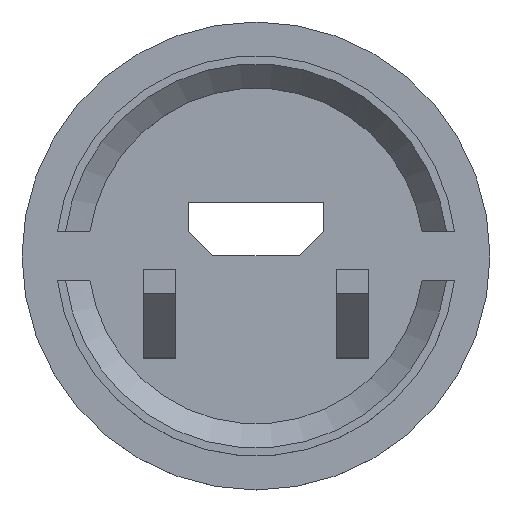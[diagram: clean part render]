
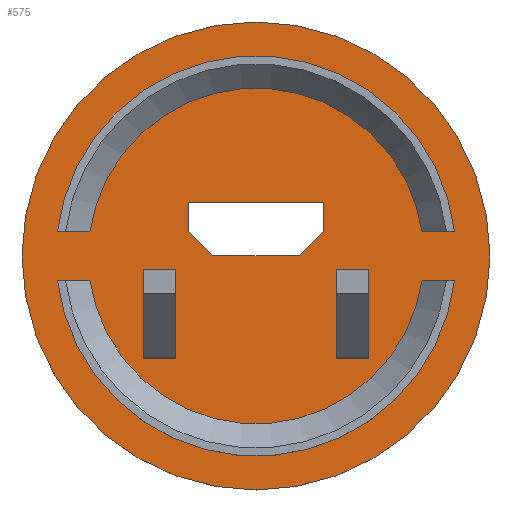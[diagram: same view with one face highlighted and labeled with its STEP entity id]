
A CAD part, top view. The second image highlights one B-rep face of the part: STEP entity #575.
In plain terms, the highlighted planar face has unit normal (0, 0, 1).
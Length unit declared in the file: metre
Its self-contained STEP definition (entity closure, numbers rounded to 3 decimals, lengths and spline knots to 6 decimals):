
#24=CIRCLE('',#623,0.0145);
#25=CIRCLE('',#624,0.0104);
#26=CIRCLE('',#625,0.0124);
#27=CIRCLE('',#626,0.0124);
#28=CIRCLE('',#627,0.0104);
#46=ORIENTED_EDGE('',*,*,#207,.F.);
#47=ORIENTED_EDGE('',*,*,#208,.F.);
#48=ORIENTED_EDGE('',*,*,#209,.F.);
#49=ORIENTED_EDGE('',*,*,#210,.F.);
#50=ORIENTED_EDGE('',*,*,#211,.T.);
#51=ORIENTED_EDGE('',*,*,#212,.T.);
#52=ORIENTED_EDGE('',*,*,#213,.F.);
#53=ORIENTED_EDGE('',*,*,#214,.F.);
#54=ORIENTED_EDGE('',*,*,#215,.F.);
#55=ORIENTED_EDGE('',*,*,#216,.T.);
#56=ORIENTED_EDGE('',*,*,#217,.F.);
#57=ORIENTED_EDGE('',*,*,#218,.T.);
#58=ORIENTED_EDGE('',*,*,#219,.T.);
#59=ORIENTED_EDGE('',*,*,#220,.F.);
#60=ORIENTED_EDGE('',*,*,#221,.T.);
#61=ORIENTED_EDGE('',*,*,#222,.F.);
#62=ORIENTED_EDGE('',*,*,#223,.T.);
#63=ORIENTED_EDGE('',*,*,#224,.T.);
#64=ORIENTED_EDGE('',*,*,#225,.F.);
#65=ORIENTED_EDGE('',*,*,#226,.F.);
#66=ORIENTED_EDGE('',*,*,#227,.T.);
#67=ORIENTED_EDGE('',*,*,#206,.T.);
#68=ORIENTED_EDGE('',*,*,#202,.F.);
#202=EDGE_CURVE('',#283,#284,#338,.T.);
#206=EDGE_CURVE('',#286,#284,#342,.T.);
#207=EDGE_CURVE('',#287,#287,#24,.T.);
#208=EDGE_CURVE('',#288,#289,#343,.T.);
#209=EDGE_CURVE('',#290,#288,#344,.T.);
#210=EDGE_CURVE('',#291,#290,#345,.T.);
#211=EDGE_CURVE('',#291,#292,#346,.T.);
#212=EDGE_CURVE('',#292,#293,#347,.T.);
#213=EDGE_CURVE('',#289,#293,#348,.T.);
#214=EDGE_CURVE('',#294,#295,#25,.T.);
#215=EDGE_CURVE('',#296,#294,#349,.T.);
#216=EDGE_CURVE('',#296,#297,#26,.T.);
#217=EDGE_CURVE('',#295,#297,#350,.T.);
#218=EDGE_CURVE('',#298,#299,#27,.T.);
#219=EDGE_CURVE('',#299,#300,#351,.T.);
#220=EDGE_CURVE('',#301,#300,#28,.T.);
#221=EDGE_CURVE('',#301,#298,#352,.T.);
#222=EDGE_CURVE('',#302,#303,#353,.T.);
#223=EDGE_CURVE('',#302,#304,#354,.T.);
#224=EDGE_CURVE('',#304,#305,#355,.T.);
#225=EDGE_CURVE('',#303,#305,#356,.T.);
#226=EDGE_CURVE('',#306,#283,#357,.T.);
#227=EDGE_CURVE('',#306,#286,#358,.T.);
#283=VERTEX_POINT('',#835);
#284=VERTEX_POINT('',#837);
#286=VERTEX_POINT('',#842);
#287=VERTEX_POINT('',#847);
#288=VERTEX_POINT('',#849);
#289=VERTEX_POINT('',#850);
#290=VERTEX_POINT('',#852);
#291=VERTEX_POINT('',#854);
#292=VERTEX_POINT('',#856);
#293=VERTEX_POINT('',#858);
#294=VERTEX_POINT('',#861);
#295=VERTEX_POINT('',#862);
#296=VERTEX_POINT('',#864);
#297=VERTEX_POINT('',#866);
#298=VERTEX_POINT('',#869);
#299=VERTEX_POINT('',#870);
#300=VERTEX_POINT('',#872);
#301=VERTEX_POINT('',#874);
#302=VERTEX_POINT('',#877);
#303=VERTEX_POINT('',#878);
#304=VERTEX_POINT('',#880);
#305=VERTEX_POINT('',#882);
#306=VERTEX_POINT('',#885);
#338=LINE('',#836,#402);
#342=LINE('',#844,#406);
#343=LINE('',#848,#407);
#344=LINE('',#851,#408);
#345=LINE('',#853,#409);
#346=LINE('',#855,#410);
#347=LINE('',#857,#411);
#348=LINE('',#859,#412);
#349=LINE('',#863,#413);
#350=LINE('',#867,#414);
#351=LINE('',#871,#415);
#352=LINE('',#875,#416);
#353=LINE('',#876,#417);
#354=LINE('',#879,#418);
#355=LINE('',#881,#419);
#356=LINE('',#883,#420);
#357=LINE('',#884,#421);
#358=LINE('',#886,#422);
#402=VECTOR('',#674,1.);
#406=VECTOR('',#680,1.);
#407=VECTOR('',#685,1.);
#408=VECTOR('',#686,1.);
#409=VECTOR('',#687,1.);
#410=VECTOR('',#688,1.);
#411=VECTOR('',#689,1.);
#412=VECTOR('',#690,1.);
#413=VECTOR('',#693,1.);
#414=VECTOR('',#696,1.);
#415=VECTOR('',#699,1.);
#416=VECTOR('',#702,1.);
#417=VECTOR('',#703,1.);
#418=VECTOR('',#704,1.);
#419=VECTOR('',#705,1.);
#420=VECTOR('',#706,1.);
#421=VECTOR('',#707,1.);
#422=VECTOR('',#708,1.);
#465=EDGE_LOOP('',(#46));
#466=EDGE_LOOP('',(#47,#48,#49,#50,#51,#52));
#467=EDGE_LOOP('',(#53,#54,#55,#56));
#468=EDGE_LOOP('',(#57,#58,#59,#60));
#469=EDGE_LOOP('',(#61,#62,#63,#64));
#470=EDGE_LOOP('',(#65,#66,#67,#68));
#507=FACE_BOUND('',#465,.T.);
#508=FACE_BOUND('',#466,.T.);
#509=FACE_BOUND('',#467,.T.);
#510=FACE_BOUND('',#468,.T.);
#511=FACE_BOUND('',#469,.T.);
#512=FACE_BOUND('',#470,.T.);
#549=PLANE('',#622);
#575=ADVANCED_FACE('',(#507,#508,#509,#510,#511,#512),#549,.F.);
#622=AXIS2_PLACEMENT_3D('',#845,#681,#682);
#623=AXIS2_PLACEMENT_3D('',#846,#683,#684);
#624=AXIS2_PLACEMENT_3D('',#860,#691,#692);
#625=AXIS2_PLACEMENT_3D('',#865,#694,#695);
#626=AXIS2_PLACEMENT_3D('',#868,#697,#698);
#627=AXIS2_PLACEMENT_3D('',#873,#700,#701);
#674=DIRECTION('',(0.,-1.,0.));
#680=DIRECTION('',(-1.,0.,0.));
#681=DIRECTION('',(0.,0.,-1.));
#682=DIRECTION('',(-1.,0.,0.));
#683=DIRECTION('',(0.,0.,-1.));
#684=DIRECTION('',(-1.,0.,0.));
#685=DIRECTION('',(0.,1.,0.));
#686=DIRECTION('',(0.707,0.707,0.));
#687=DIRECTION('',(1.,0.,0.));
#688=DIRECTION('',(-0.707,0.707,0.));
#689=DIRECTION('',(0.,1.,0.));
#690=DIRECTION('',(-1.,0.,0.));
#691=DIRECTION('',(0.,0.,-1.));
#692=DIRECTION('',(-1.,0.,0.));
#693=DIRECTION('',(-1.,0.,0.));
#694=DIRECTION('',(0.,0.,-1.));
#695=DIRECTION('',(-1.,0.,0.));
#696=DIRECTION('',(-1.,0.,0.));
#697=DIRECTION('',(0.,0.,-1.));
#698=DIRECTION('',(-1.,0.,0.));
#699=DIRECTION('',(-1.,0.,0.));
#700=DIRECTION('',(0.,0.,-1.));
#701=DIRECTION('',(-1.,0.,0.));
#702=DIRECTION('',(-1.,0.,0.));
#703=DIRECTION('',(0.,-1.,0.));
#704=DIRECTION('',(1.,0.,0.));
#705=DIRECTION('',(0.,-1.,0.));
#706=DIRECTION('',(1.,0.,0.));
#707=DIRECTION('',(-1.,0.,0.));
#708=DIRECTION('',(0.,-1.,0.));
#835=CARTESIAN_POINT('',(0.005,-0.000825,0.));
#836=CARTESIAN_POINT('',(0.005,-0.003575,0.));
#837=CARTESIAN_POINT('',(0.005,-0.006325,0.));
#842=CARTESIAN_POINT('',(0.007,-0.006325,0.));
#844=CARTESIAN_POINT('',(0.006,-0.006325,0.));
#845=CARTESIAN_POINT('',(0.0052,0.,0.));
#846=CARTESIAN_POINT('',(0.,0.,0.));
#847=CARTESIAN_POINT('',(-0.0145,0.,0.));
#848=CARTESIAN_POINT('',(0.004211,0.,0.));
#849=CARTESIAN_POINT('',(0.004211,0.001541,0.));
#850=CARTESIAN_POINT('',(0.004211,0.003335,0.));
#851=CARTESIAN_POINT('',(0.003935,0.001265,0.));
#852=CARTESIAN_POINT('',(0.00267,0.,0.));
#853=CARTESIAN_POINT('',(0.0052,0.,0.));
#854=CARTESIAN_POINT('',(-0.00267,0.,0.));
#855=CARTESIAN_POINT('',(0.001265,-0.003935,0.));
#856=CARTESIAN_POINT('',(-0.004211,0.001541,0.));
#857=CARTESIAN_POINT('',(-0.004211,0.,0.));
#858=CARTESIAN_POINT('',(-0.004211,0.003335,0.));
#859=CARTESIAN_POINT('',(0.0052,0.003335,0.));
#860=CARTESIAN_POINT('',(0.,0.,0.));
#861=CARTESIAN_POINT('',(0.010291,-0.0015,0.));
#862=CARTESIAN_POINT('',(-0.010291,-0.0015,0.));
#863=CARTESIAN_POINT('',(0.,-0.0015,0.));
#864=CARTESIAN_POINT('',(0.012309,-0.0015,0.));
#865=CARTESIAN_POINT('',(0.,0.,0.));
#866=CARTESIAN_POINT('',(-0.012309,-0.0015,0.));
#867=CARTESIAN_POINT('',(0.,-0.0015,0.));
#868=CARTESIAN_POINT('',(0.,0.,0.));
#869=CARTESIAN_POINT('',(-0.012309,0.0015,0.));
#870=CARTESIAN_POINT('',(0.012309,0.0015,0.));
#871=CARTESIAN_POINT('',(0.,0.0015,0.));
#872=CARTESIAN_POINT('',(0.010291,0.0015,0.));
#873=CARTESIAN_POINT('',(0.,0.,0.));
#874=CARTESIAN_POINT('',(-0.010291,0.0015,0.));
#875=CARTESIAN_POINT('',(0.,0.0015,0.));
#876=CARTESIAN_POINT('',(-0.007,-0.003575,0.));
#877=CARTESIAN_POINT('',(-0.007,-0.000825,0.));
#878=CARTESIAN_POINT('',(-0.007,-0.006325,0.));
#879=CARTESIAN_POINT('',(-0.006,-0.000825,0.));
#880=CARTESIAN_POINT('',(-0.005,-0.000825,0.));
#881=CARTESIAN_POINT('',(-0.005,-0.003575,0.));
#882=CARTESIAN_POINT('',(-0.005,-0.006325,0.));
#883=CARTESIAN_POINT('',(-0.006,-0.006325,0.));
#884=CARTESIAN_POINT('',(0.006,-0.000825,0.));
#885=CARTESIAN_POINT('',(0.007,-0.000825,0.));
#886=CARTESIAN_POINT('',(0.007,-0.003575,0.));
